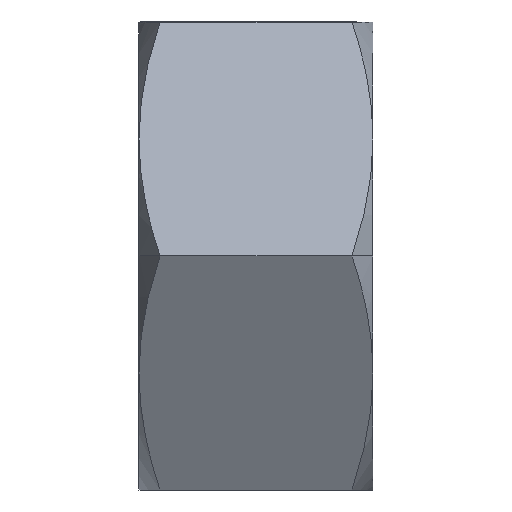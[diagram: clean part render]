
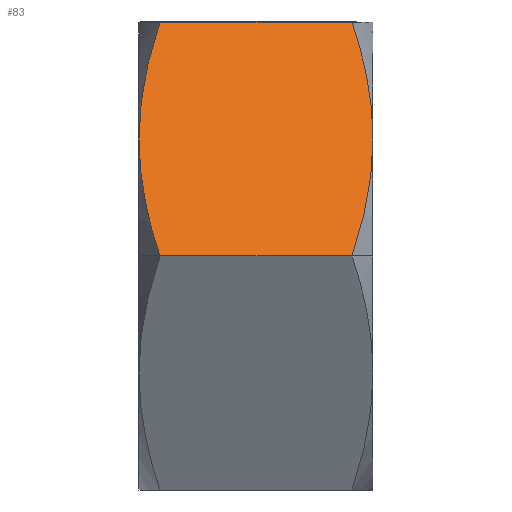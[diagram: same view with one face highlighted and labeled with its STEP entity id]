
A CAD part, front view. The second image highlights one B-rep face of the part: STEP entity #83.
In plain terms, the highlighted planar face has unit normal (0, -0.866, 0.5).
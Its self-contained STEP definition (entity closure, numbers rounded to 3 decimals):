
#83=ADVANCED_FACE('',(#167),#168,.T.);
#167=FACE_OUTER_BOUND('',#254,.T.);
#168=PLANE('',#255);
#254=EDGE_LOOP('',(#529,#530,#531,#532,#533,#534));
#255=AXIS2_PLACEMENT_3D('',#535,#536,#537);
#529=ORIENTED_EDGE('',*,*,#619,.F.);
#530=ORIENTED_EDGE('',*,*,#631,.F.);
#531=ORIENTED_EDGE('',*,*,#652,.T.);
#532=ORIENTED_EDGE('',*,*,#645,.F.);
#533=ORIENTED_EDGE('',*,*,#642,.F.);
#534=ORIENTED_EDGE('',*,*,#651,.F.);
#535=CARTESIAN_POINT('',(-1.,-18.187,10.5));
#536=DIRECTION('',(0.,-0.866,0.5));
#537=DIRECTION('',(0.,-0.5,-0.866));
#619=EDGE_CURVE('',#748,#745,#750,.T.);
#631=EDGE_CURVE('',#668,#748,#767,.T.);
#642=EDGE_CURVE('',#782,#784,#785,.T.);
#645=EDGE_CURVE('',#784,#655,#788,.T.);
#651=EDGE_CURVE('',#745,#782,#795,.T.);
#652=EDGE_CURVE('',#668,#655,#796,.T.);
#655=VERTEX_POINT('',#799);
#668=VERTEX_POINT('',#836);
#745=VERTEX_POINT('',#949);
#748=VERTEX_POINT('',#963);
#750=(B_SPLINE_CURVE(2,(#966,#967,#968,#969,#970),.UNSPECIFIED.,.F.,.F.)B_SPLINE_CURVE_WITH_KNOTS((3,2,3),(0.0,12.313,24.626),.UNSPECIFIED.)RATIONAL_B_SPLINE_CURVE((1.0,1.038,1.0,1.038,1.0))BOUNDED_CURVE()REPRESENTATION_ITEM('')GEOMETRIC_REPRESENTATION_ITEM()CURVE());
#767=(B_SPLINE_CURVE(2,(#1071,#1072,#1073,#1074,#1075),.UNSPECIFIED.,.F.,.F.)B_SPLINE_CURVE_WITH_KNOTS((3,2,3),(0.0,12.313,24.626),.UNSPECIFIED.)RATIONAL_B_SPLINE_CURVE((1.0,1.038,1.0,1.038,1.0))BOUNDED_CURVE()REPRESENTATION_ITEM('')GEOMETRIC_REPRESENTATION_ITEM()CURVE());
#782=VERTEX_POINT('',#1151);
#784=VERTEX_POINT('',#1164);
#785=(B_SPLINE_CURVE(2,(#1166,#1167,#1168,#1169,#1170),.UNSPECIFIED.,.F.,.F.)B_SPLINE_CURVE_WITH_KNOTS((3,2,3),(0.0,12.313,24.626),.UNSPECIFIED.)RATIONAL_B_SPLINE_CURVE((1.0,1.038,1.0,1.038,1.0))BOUNDED_CURVE()REPRESENTATION_ITEM('')GEOMETRIC_REPRESENTATION_ITEM()CURVE());
#788=(B_SPLINE_CURVE(2,(#1180,#1181,#1182,#1183,#1184),.UNSPECIFIED.,.F.,.F.)B_SPLINE_CURVE_WITH_KNOTS((3,2,3),(0.0,12.313,24.626),.UNSPECIFIED.)RATIONAL_B_SPLINE_CURVE((1.0,1.038,1.0,1.038,1.0))BOUNDED_CURVE()REPRESENTATION_ITEM('')GEOMETRIC_REPRESENTATION_ITEM()CURVE());
#795=LINE('',#1221,#1222);
#796=LINE('',#1223,#1224);
#799=CARTESIAN_POINT('',(19.124,-24.249,0.));
#836=CARTESIAN_POINT('',(1.876,-24.249,0.));
#949=CARTESIAN_POINT('',(1.876,-12.124,21.0));
#963=CARTESIAN_POINT('',(0.,-18.187,10.5));
#966=CARTESIAN_POINT('',(1.879,-24.255,-0.011));
#967=CARTESIAN_POINT('',(0.,-21.003,5.623));
#968=CARTESIAN_POINT('',(0.,-18.187,10.5));
#969=CARTESIAN_POINT('',(0.,-15.371,15.377));
#970=CARTESIAN_POINT('',(1.879,-12.118,21.011));
#1071=CARTESIAN_POINT('',(1.879,-24.255,-0.011));
#1072=CARTESIAN_POINT('',(0.,-21.003,5.623));
#1073=CARTESIAN_POINT('',(0.,-18.187,10.5));
#1074=CARTESIAN_POINT('',(0.,-15.371,15.377));
#1075=CARTESIAN_POINT('',(1.879,-12.118,21.011));
#1151=CARTESIAN_POINT('',(19.124,-12.124,21.0));
#1164=CARTESIAN_POINT('',(21.0,-18.187,10.5));
#1166=CARTESIAN_POINT('',(19.121,-12.118,21.011));
#1167=CARTESIAN_POINT('',(21.0,-15.371,15.377));
#1168=CARTESIAN_POINT('',(21.0,-18.187,10.5));
#1169=CARTESIAN_POINT('',(21.0,-21.003,5.623));
#1170=CARTESIAN_POINT('',(19.121,-24.255,-0.011));
#1180=CARTESIAN_POINT('',(19.121,-12.118,21.011));
#1181=CARTESIAN_POINT('',(21.0,-15.371,15.377));
#1182=CARTESIAN_POINT('',(21.0,-18.187,10.5));
#1183=CARTESIAN_POINT('',(21.0,-21.003,5.623));
#1184=CARTESIAN_POINT('',(19.121,-24.255,-0.011));
#1221=CARTESIAN_POINT('',(-1.,-12.124,21.0));
#1222=VECTOR('',#1379,1.0);
#1223=CARTESIAN_POINT('',(-1.,-24.249,0.));
#1224=VECTOR('',#1380,1.0);
#1379=DIRECTION('',(1.0,0.,0.0));
#1380=DIRECTION('',(1.0,0.,0.0));
